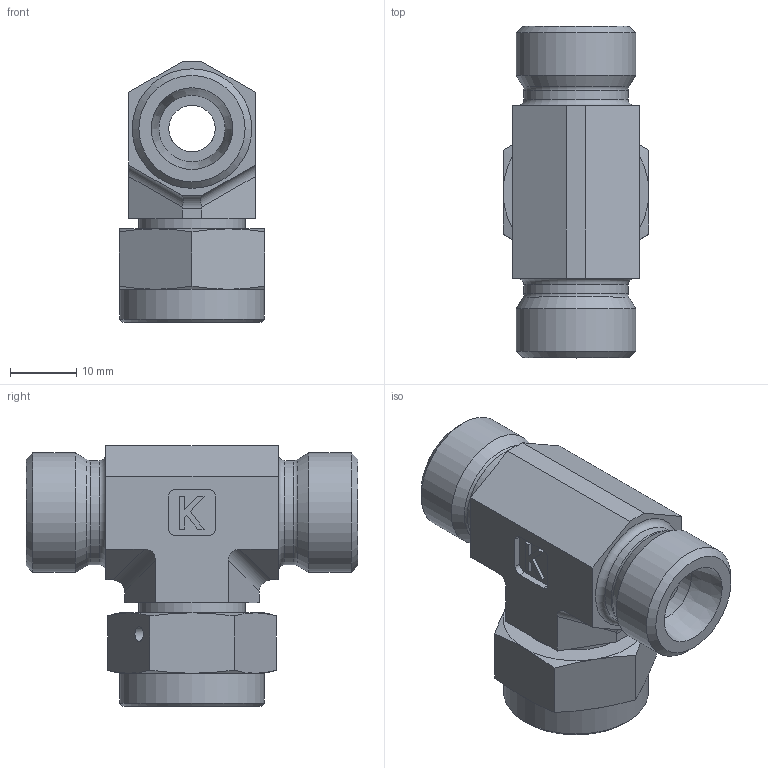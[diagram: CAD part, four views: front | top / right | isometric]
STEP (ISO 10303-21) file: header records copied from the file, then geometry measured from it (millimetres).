
FILE_DESCRIPTION((''),'2;1');
FILE_NAME('3766101810.stp','2014-09-10T15:42:38',(''),('KNOMI spol. s r. o.'),'Autodesk Inventor 2012','Autodesk Inventor 2012','');
FILE_SCHEMA(('AUTOMOTIVE_DESIGN { 1 2 10303 214 0 1 1 1 }'));
Length unit declared in the file: millimetre
Products named in the file (5): TSSO3 10S  M18/M18 v.z; 3776 1018; 395 1218; 9902018; 60707515
Assembly tree (4 placements, depth 2):
  TSSO3 10S  M18/M18 v.z
    3776 1018
    395 1218
    9902018
    60707515
Bounding box: 22 x 50 x 39.3 mm (x, y, z)
Volume: 16646.3 mm3; surface area: 8958.8 mm2
Topology: 4 solids, 4 shells, 123 faces, 284 edges, 181 vertices
Faces by surface type: plane 60, cone 25, cylinder 25, torus 12, bspline 1
Full cylindrical faces by diameter (mm): 2 x1, 2.2 x1, 6 x1, 7 x1, 10 x2, 15.7 x2, 16 x2, 16.376 x1, 16.4 x1, 18 x2, 21.8 x1
Entity records: 3637 total; most frequent: CARTESIAN_POINT 766, DIRECTION 560, ORIENTED_EDGE 470, EDGE_CURVE 235, AXIS2_PLACEMENT_3D 223, EDGE_LOOP 184, VERTEX_POINT 171, STYLED_ITEM 127
